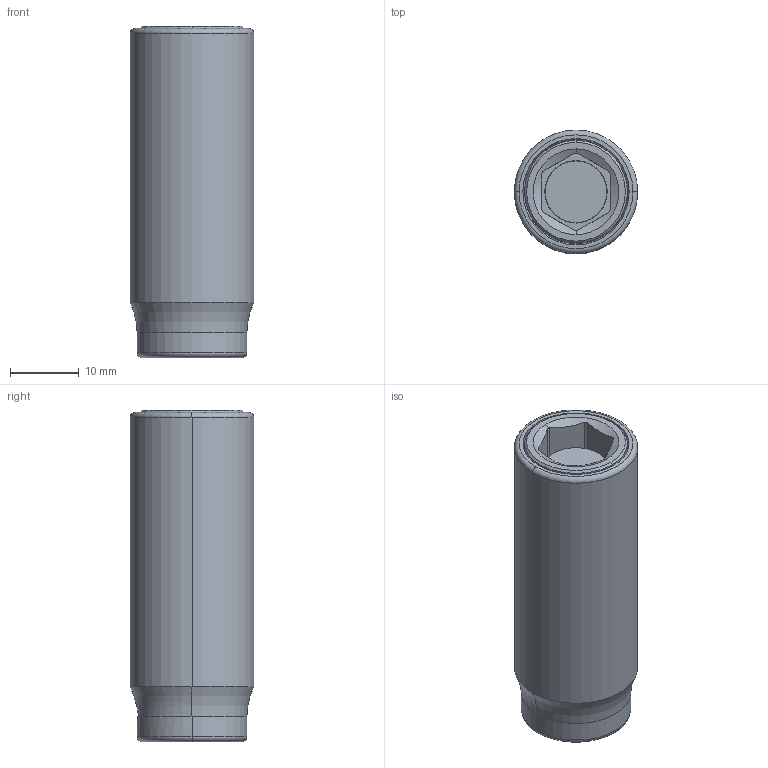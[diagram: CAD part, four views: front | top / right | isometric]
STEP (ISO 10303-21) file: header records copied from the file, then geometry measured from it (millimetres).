
FILE_DESCRIPTION((''),'2;1');
FILE_NAME('4027118510_ASM','2023-08-21T12:37:17',('A00565553'),(''),'CREO PARAMETRIC BY PTC INC, 2022414','CREO PARAMETRIC BY PTC INC, 2022414','');
FILE_SCHEMA(('CONFIG_CONTROL_DESIGN','GEOMETRIC_VALIDATION_PROPERTIES_MIM'));
Length unit declared in the file: millimetre
Products named in the file (3): 4027118610; 4027043180; 4027118510_ASM
Assembly tree (2 placements, depth 2):
  4027118510_ASM
    4027118610
    4027043180
Bounding box: 18 x 18 x 48.3 mm (x, y, z)
Volume: 9235.1 mm3; surface area: 9173.9 mm2
Topology: 3 solids, 3 shells, 92 faces, 235 edges, 146 vertices
Faces by surface type: cylinder 37, plane 27, cone 14, torus 14
Entity records: 3454 total; most frequent: CARTESIAN_POINT 811, DIRECTION 498, ORIENTED_EDGE 470, EDGE_CURVE 235, AXIS2_PLACEMENT_3D 211, VERTEX_POINT 146, CIRCLE 114, EDGE_LOOP 99
